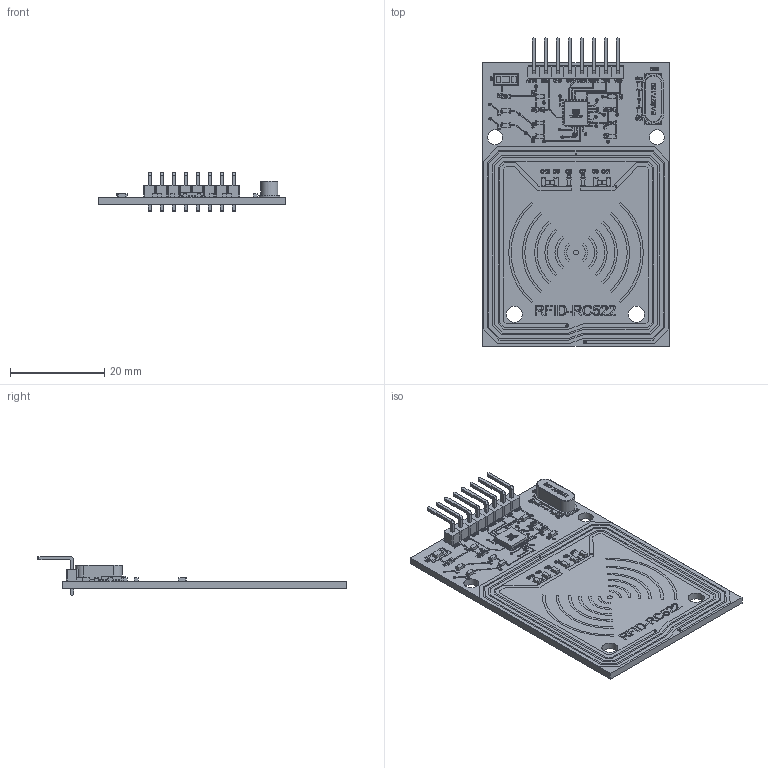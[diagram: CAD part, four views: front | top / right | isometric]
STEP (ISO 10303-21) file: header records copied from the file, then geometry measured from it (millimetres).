
FILE_DESCRIPTION(/* description */ (''),/* implementation_level */ '2;1');
FILE_NAME(/* name */ 'PCB - Modulo .step',/* time_stamp */ '2021-12-01T12:08:35-06:00',/* author */ (''),/* organization */ (''),/* preprocessor_version */ 'ST-DEVELOPER v18.1',/* originating_system */ 'Autodesk Translation Framework v10.10.0.1391',/* authorisation */ '');
FILE_SCHEMA (('AUTOMOTIVE_DESIGN { 1 0 10303 214 3 1 1 }'));
Products named in the file (14): PCB - Modulo; Resistencia smd; Led_verde; Capacitor; circuito integrado RC522; Header 5 Pin; Header_Body; Pin; Header 1 Pin; Header 1 Pin_1; Header 1 Pin_2; Pin_1; Header_Body_1; OSC
Assembly tree (42 placements, depth 3):
  PCB - Modulo
    Capacitor  x15
    Resistencia smd  x4
    Led_verde
    circuito integrado RC522
    Header 5 Pin
      Pin  x5
      Header_Body  x5
    Header 1 Pin
      Pin_1
      Header_Body_1
    Header 1 Pin_1
      Pin_1
      Header_Body_1
    Header 1 Pin_2
      Pin_1
      Header_Body_1
    OSC
Bounding box: 39.45 x 65.32 x 8.15 mm (x, y, z)
Volume: 3787.1 mm3; surface area: 6355.2 mm2
Topology: 137 solids, 137 shells, 4427 faces, 11672 edges, 7780 vertices
Faces by surface type: plane 2417, bspline 1716, cylinder 292, torus 2
Full cylindrical faces by diameter (mm): 0.3 x32, 1 x1, 1.1 x8, 1.5 x8, 3.2 x2, 3.4 x2
Entity records: 120585 total; most frequent: CARTESIAN_POINT 35102, ORIENTED_EDGE 20338, DIRECTION 12061, EDGE_CURVE 10169, VERTEX_POINT 6778, LINE 6427, VECTOR 6427, EDGE_LOOP 4119
